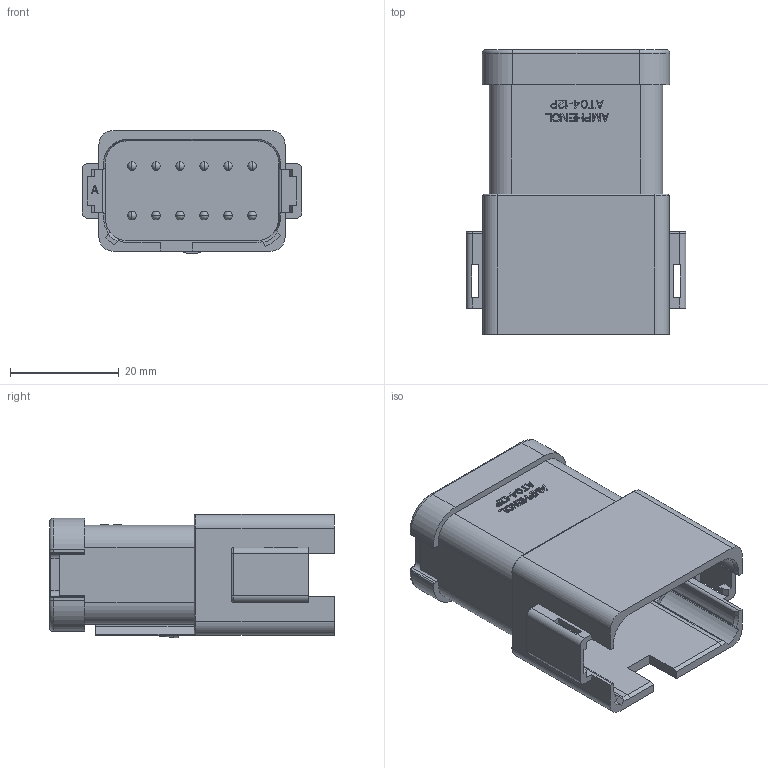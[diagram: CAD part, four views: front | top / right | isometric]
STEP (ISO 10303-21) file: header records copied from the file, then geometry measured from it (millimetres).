
FILE_DESCRIPTION((''),'2;1');
FILE_NAME('26-54223-12PA-2','2018-05-08T',('Administrator'),(''),'PRO/ENGINEER BY PARAMETRIC TECHNOLOGY CORPORATION, 2016360','PRO/ENGINEER BY PARAMETRIC TECHNOLOGY CORPORATION, 2016360','');
FILE_SCHEMA(('CONFIG_CONTROL_DESIGN'));
Length unit declared in the file: millimetre
Products named in the file (1): 26-54223-12PA-2
Bounding box: 40.45 x 52.4 x 22.63 mm (x, y, z)
Volume: 21239.9 mm3; surface area: 10348.2 mm2
Topology: 1 solids, 1 shells, 1225 faces, 3396 edges, 2222 vertices
Faces by surface type: plane 716, extrusion 355, cylinder 97, torus 24, sphere 24, cone 7, bspline 2
Entity records: 39962 total; most frequent: CARTESIAN_POINT 9968, ORIENTED_EDGE 6744, DIRECTION 4970, EDGE_CURVE 3372, VECTOR 2736, LINE 2381, VERTEX_POINT 2222, EDGE_LOOP 1306
